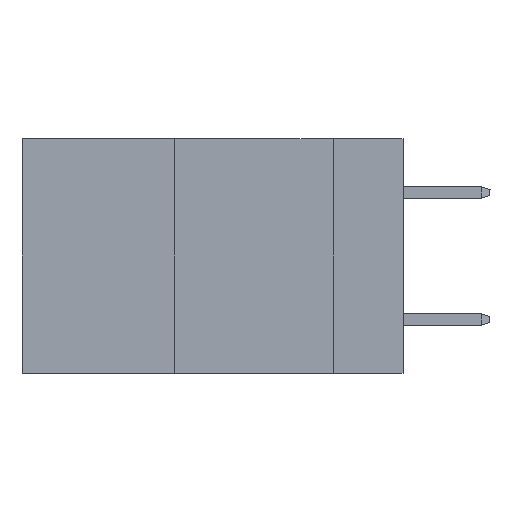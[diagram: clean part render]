
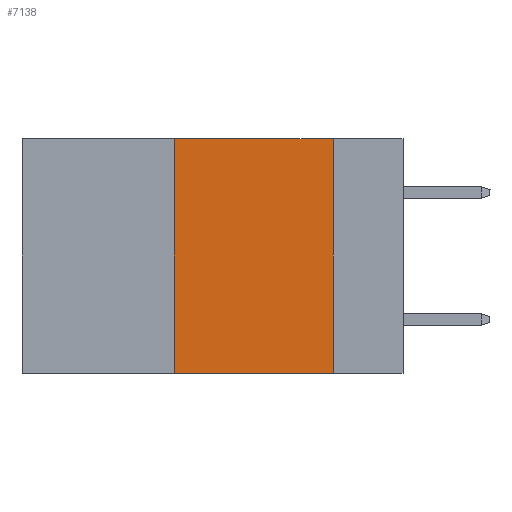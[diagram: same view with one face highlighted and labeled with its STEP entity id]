
A CAD part, left-side view. The second image highlights one B-rep face of the part: STEP entity #7138.
In plain terms, the highlighted planar face has unit normal (-1, 0, 0).
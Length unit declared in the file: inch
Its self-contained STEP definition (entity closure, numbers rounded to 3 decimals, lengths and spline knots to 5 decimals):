
#2033 = CARTESIAN_POINT ( 'NONE',  ( 0., 0.36, -0.37 ) ) ;
#2053 = DIRECTION ( 'NONE',  ( 1., 0., 0. ) ) ;
#2954 = ORIENTED_EDGE ( 'NONE', *, *, #37067, .T. ) ;
#3775 = CARTESIAN_POINT ( 'NONE',  ( 0., 0.11, -0.37 ) ) ;
#5118 = CARTESIAN_POINT ( 'NONE',  ( 0., 0.6, 0. ) ) ;
#5310 = DIRECTION ( 'NONE',  ( 0., 0., -1. ) ) ;
#6493 = ORIENTED_EDGE ( 'NONE', *, *, #7634, .F. ) ;
#6942 = ORIENTED_EDGE ( 'NONE', *, *, #18754, .F. ) ;
#7131 = EDGE_LOOP ( 'NONE', ( #37750, #6493, #6942, #2954 ) ) ;
#7138 = ADVANCED_FACE ( 'NONE', ( #14100 ), #16419, .F. ) ;
#7634 = EDGE_CURVE ( 'NONE', #17751, #26054, #33773, .T. ) ;
#12501 = VERTEX_POINT ( 'NONE', #2033 ) ;
#14100 = FACE_OUTER_BOUND ( 'NONE', #7131, .T. ) ;
#14237 = DIRECTION ( 'NONE',  ( 0., 0., 1. ) ) ;
#16419 = PLANE ( 'NONE',  #19868 ) ;
#17630 = VERTEX_POINT ( 'NONE', #3775 ) ;
#17718 = LINE ( 'NONE', #20360, #31699 ) ;
#17751 = VERTEX_POINT ( 'NONE', #36602 ) ;
#18754 = EDGE_CURVE ( 'NONE', #12501, #17751, #17718, .T. ) ;
#19868 = AXIS2_PLACEMENT_3D ( 'NONE', #5118, #2053, #5310 ) ;
#20360 = CARTESIAN_POINT ( 'NONE',  ( 0., 0.36, 0. ) ) ;
#21339 = CARTESIAN_POINT ( 'NONE',  ( 0., 0.11, 0. ) ) ;
#21460 = CARTESIAN_POINT ( 'NONE',  ( 0., 0.11, 0. ) ) ;
#26054 = VERTEX_POINT ( 'NONE', #21460 ) ;
#26518 = VECTOR ( 'NONE', #32505, 39.37008 ) ;
#27873 = CARTESIAN_POINT ( 'NONE',  ( 0., 0.6, 0. ) ) ;
#28076 = LINE ( 'NONE', #21339, #39366 ) ;
#31584 = EDGE_CURVE ( 'NONE', #26054, #17630, #28076, .T. ) ;
#31699 = VECTOR ( 'NONE', #14237, 39.37008 ) ;
#32302 = CARTESIAN_POINT ( 'NONE',  ( 0., 0.6, -0.37 ) ) ;
#32505 = DIRECTION ( 'NONE',  ( 0., -1., 0. ) ) ;
#33773 = LINE ( 'NONE', #27873, #36228 ) ;
#35774 = LINE ( 'NONE', #32302, #26518 ) ;
#36228 = VECTOR ( 'NONE', #37059, 39.37008 ) ;
#36602 = CARTESIAN_POINT ( 'NONE',  ( 0., 0.36, 0. ) ) ;
#37059 = DIRECTION ( 'NONE',  ( 0., -1., 0. ) ) ;
#37067 = EDGE_CURVE ( 'NONE', #12501, #17630, #35774, .T. ) ;
#37251 = DIRECTION ( 'NONE',  ( 0., 0., -1. ) ) ;
#37750 = ORIENTED_EDGE ( 'NONE', *, *, #31584, .F. ) ;
#39366 = VECTOR ( 'NONE', #37251, 39.37008 ) ;
